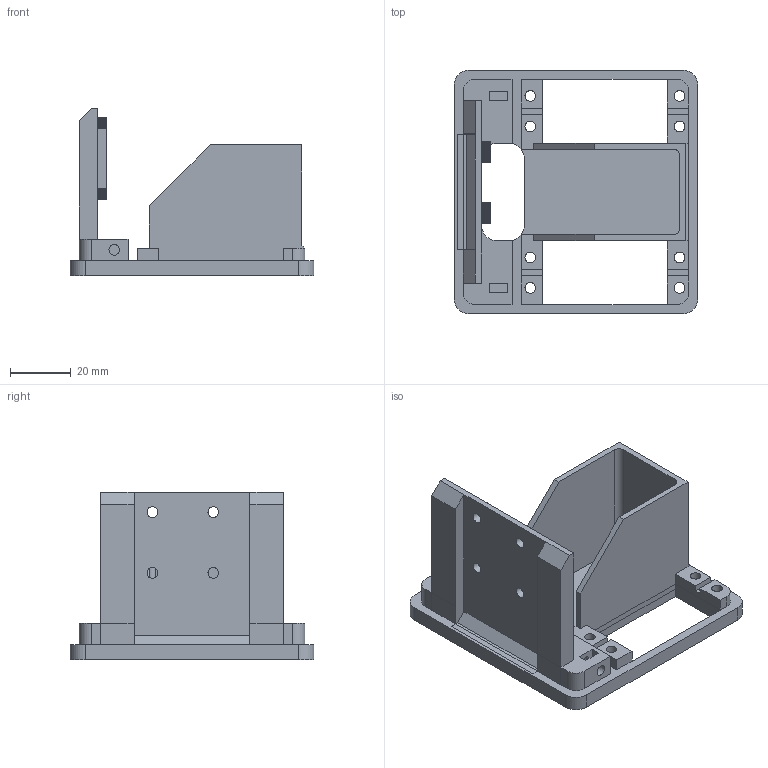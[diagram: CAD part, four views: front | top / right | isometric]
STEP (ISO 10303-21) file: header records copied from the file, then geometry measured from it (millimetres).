
FILE_DESCRIPTION(('FreeCAD Model'),'2;1');
FILE_NAME('chassis.step', '2015-03-30T14:07:17',('FreeCAD'),('FreeCAD'), 'Open CASCADE STEP processor 6.7','FreeCAD','Unknown');
FILE_SCHEMA(('AUTOMOTIVE_DESIGN_CC2 { 1 2 10303 214 -1 1 5 4 }'));
Length unit declared in the file: millimetre
Products named in the file (1): chasis
Bounding box: 80 x 80 x 55 mm (x, y, z)
Volume: 43003.6 mm3; surface area: 30620.6 mm2
Topology: 1 solids, 1 shells, 364 faces, 1046 edges, 686 vertices
Faces by surface type: plane 326, cylinder 38
Full cylindrical faces by diameter (mm): 3.5 x16, 6 x8
Entity records: 24918 total; most frequent: CARTESIAN_POINT 5046, DIRECTION 3297, LINE 2341, VECTOR 2341, ORIENTED_EDGE 2092, PCURVE 2092, DEFINITIONAL_REPRESENTATION 2092, EDGE_CURVE 1046
